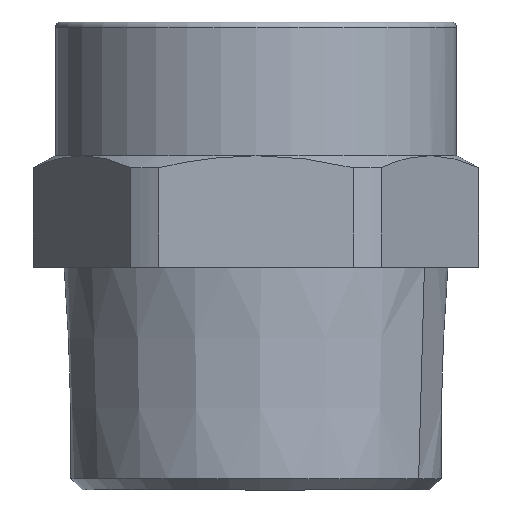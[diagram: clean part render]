
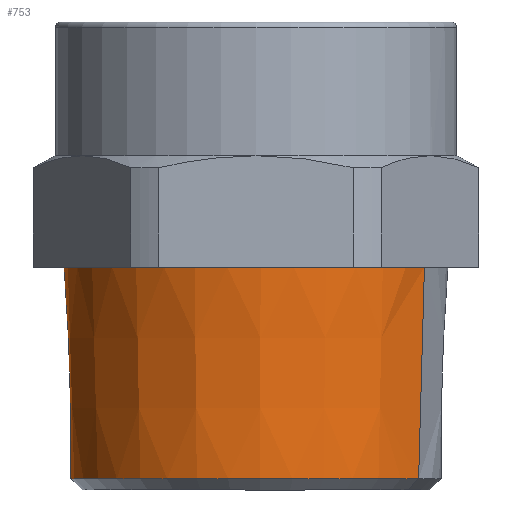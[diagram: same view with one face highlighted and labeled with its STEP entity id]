
A CAD part, left-side view. The second image highlights one B-rep face of the part: STEP entity #753.
In plain terms, the highlighted conical face has half-angle 1.78 degrees and reference radius 16.6 mm.
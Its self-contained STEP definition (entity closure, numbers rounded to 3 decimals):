
#708=AXIS2_PLACEMENT_3D('Circle Axis2P3D',#706,#707,$) ;
#726=AXIS2_PLACEMENT_3D('Cone Axis2P3D',#723,#724,#725) ;
#744=AXIS2_PLACEMENT_3D('Circle Axis2P3D',#742,#743,$) ;
#701=CARTESIAN_POINT('Vertex',(26.256,35.113,20.)) ;
#703=CARTESIAN_POINT('Vertex',(9.744,4.887,20.)) ;
#706=CARTESIAN_POINT('Axis2P3D Location',(18.,20.,20.)) ;
#723=CARTESIAN_POINT('Axis2P3D Location',(18.,20.,0.)) ;
#728=CARTESIAN_POINT('Line Origine',(9.893,5.159,10.)) ;
#732=CARTESIAN_POINT('Vertex',(10.027,5.405,1.)) ;
#735=CARTESIAN_POINT('Line Origine',(26.107,34.841,10.)) ;
#739=CARTESIAN_POINT('Vertex',(25.973,34.595,1.)) ;
#742=CARTESIAN_POINT('Axis2P3D Location',(18.,20.,1.)) ;
#707=DIRECTION('Axis2P3D Direction',(0.,0.,-1.)) ;
#724=DIRECTION('Axis2P3D Direction',(0.,0.,1.)) ;
#725=DIRECTION('Axis2P3D XDirection',(0.479,0.878,0.)) ;
#729=DIRECTION('Vector Direction',(-0.015,-0.027,1.)) ;
#736=DIRECTION('Vector Direction',(0.015,0.027,1.)) ;
#743=DIRECTION('Axis2P3D Direction',(0.,0.,1.)) ;
#730=VECTOR('Line Direction',#729,1.) ;
#737=VECTOR('Line Direction',#736,1.) ;
#748=ORIENTED_EDGE('',*,*,#734,.F.) ;
#749=ORIENTED_EDGE('',*,*,#710,.T.) ;
#750=ORIENTED_EDGE('',*,*,#741,.T.) ;
#751=ORIENTED_EDGE('',*,*,#746,.F.) ;
#753=ADVANCED_FACE('PartBody',(#752),#727,.T.) ;
#709=CIRCLE('generated circle',#708,17.222) ;
#745=CIRCLE('generated circle',#744,16.631) ;
#727=CONICAL_SURFACE('Cone',#726,16.6,0.031) ;
#710=EDGE_CURVE('',#704,#702,#709,.T.) ;
#734=EDGE_CURVE('',#704,#733,#731,.F.) ;
#741=EDGE_CURVE('',#702,#740,#738,.F.) ;
#746=EDGE_CURVE('',#733,#740,#745,.F.) ;
#747=EDGE_LOOP('',(#748,#749,#750,#751)) ;
#752=FACE_OUTER_BOUND('',#747,.T.) ;
#731=LINE('Line',#728,#730) ;
#738=LINE('Line',#735,#737) ;
#702=VERTEX_POINT('',#701) ;
#704=VERTEX_POINT('',#703) ;
#733=VERTEX_POINT('',#732) ;
#740=VERTEX_POINT('',#739) ;
